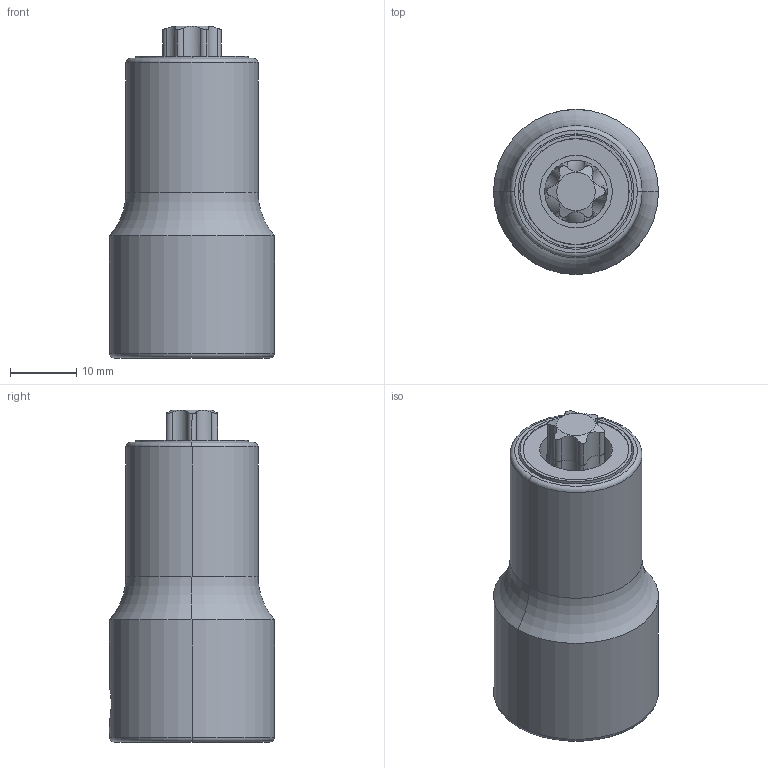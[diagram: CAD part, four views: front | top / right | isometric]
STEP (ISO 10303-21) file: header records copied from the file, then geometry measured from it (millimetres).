
FILE_DESCRIPTION((''),'2;1');
FILE_NAME('4027122651_ASM','2023-08-22T11:03:08',('A00565553'),(''),'CREO PARAMETRIC BY PTC INC, 2022414','CREO PARAMETRIC BY PTC INC, 2022414','');
FILE_SCHEMA(('CONFIG_CONTROL_DESIGN','GEOMETRIC_VALIDATION_PROPERTIES_MIM'));
Length unit declared in the file: millimetre
Products named in the file (6): 4027905847; 4027901683; 4027907744; 4027904099_ASM; 4027037267; 4027122651_ASM
Assembly tree (5 placements, depth 3):
  4027122651_ASM
    4027905847
    4027904099_ASM
      4027901683
      4027907744
    4027037267
Bounding box: 25 x 25 x 50.3 mm (x, y, z)
Volume: 14782.6 mm3; surface area: 12564.1 mm2
Topology: 4 solids, 4 shells, 137 faces, 342 edges, 213 vertices
Faces by surface type: cylinder 65, torus 35, plane 21, cone 16
Entity records: 5440 total; most frequent: CARTESIAN_POINT 1577, DIRECTION 686, ORIENTED_EDGE 684, EDGE_CURVE 342, AXIS2_PLACEMENT_3D 299, VERTEX_POINT 213, EDGE_LOOP 149, CIRCLE 149
